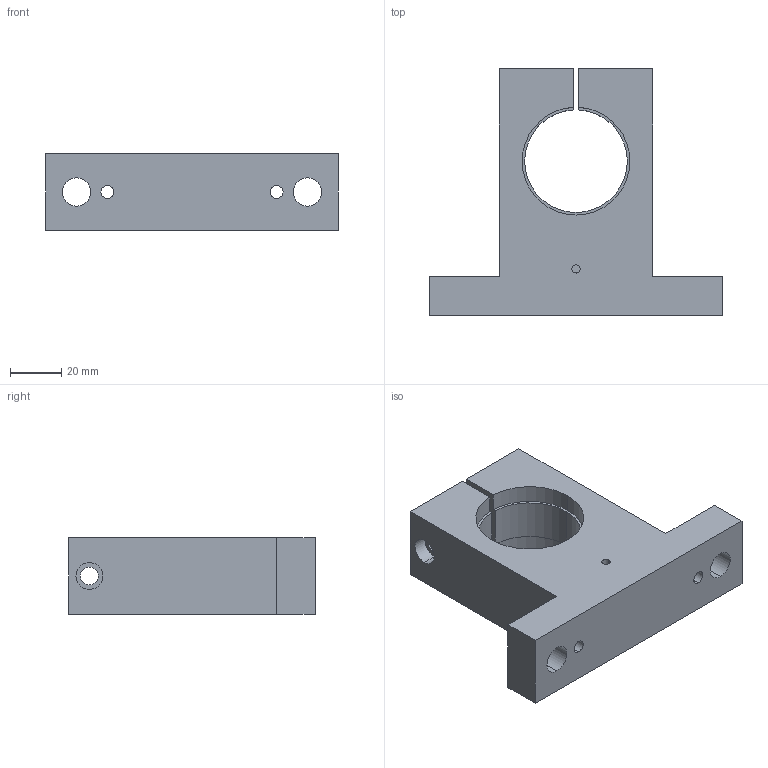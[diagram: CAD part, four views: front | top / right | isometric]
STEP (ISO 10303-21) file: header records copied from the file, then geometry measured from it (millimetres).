
FILE_DESCRIPTION (( 'STEP AP203' ), '1' );
FILE_NAME ('SK40_Default_sldprt.STEP', '2023-08-01T11:31:49', ( '' ), ( '' ), 'SwSTEP 2.0', 'SolidWorks 2022', '' );
FILE_SCHEMA (( 'CONFIG_CONTROL_DESIGN' ));
Length unit declared in the file: millimetre
Products named in the file (1): SK40_Default_sldprt
Bounding box: 114 x 96 x 30 mm (x, y, z)
Volume: 150096.7 mm3; surface area: 30728.8 mm2
Topology: 1 solids, 1 shells, 54 faces, 138 edges, 92 vertices
Faces by surface type: cylinder 30, plane 21, bspline 3
Entity records: 2005 total; most frequent: CARTESIAN_POINT 548, DIRECTION 296, ORIENTED_EDGE 276, EDGE_CURVE 138, AXIS2_PLACEMENT_3D 112, VERTEX_POINT 92, LINE 72, VECTOR 72
